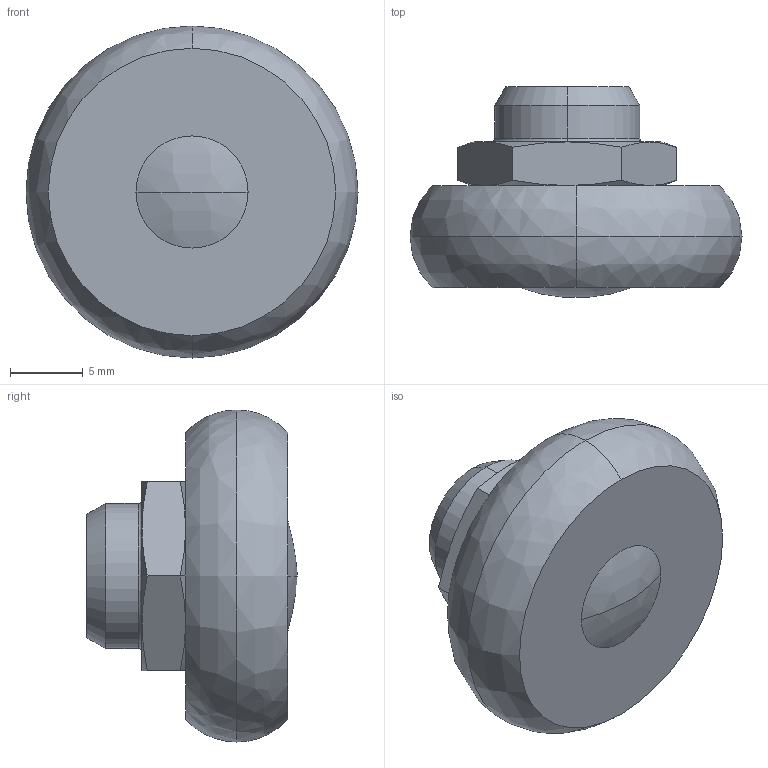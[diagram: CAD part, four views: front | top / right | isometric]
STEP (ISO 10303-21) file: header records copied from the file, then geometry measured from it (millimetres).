
FILE_DESCRIPTION (( 'STEP AP214' ), '1' );
FILE_NAME ('RXBA30-2RS-Rollco.step', '2022-01-21T07:22:29', ( '' ), ( '' ), 'SwSTEP 2.0', 'SolidWorks 2010', '' );
FILE_SCHEMA (( 'AUTOMOTIVE_DESIGN' ));
Length unit declared in the file: millimetre
Products named in the file (1): RXBA30-2RS-Rollco
Bounding box: 22.8 x 14.47 x 22.8 mm (x, y, z)
Volume: 2621.2 mm3; surface area: 3990.8 mm2
Topology: 12 solids, 13 shells, 125 faces, 277 edges, 157 vertices
Faces by surface type: cone 44, bspline 28, cylinder 28, plane 25
Entity records: 3903 total; most frequent: CARTESIAN_POINT 1174, DIRECTION 572, ORIENTED_EDGE 494, AXIS2_PLACEMENT_3D 253, EDGE_CURVE 247, VERTEX_POINT 157, CIRCLE 155, EDGE_LOOP 144
